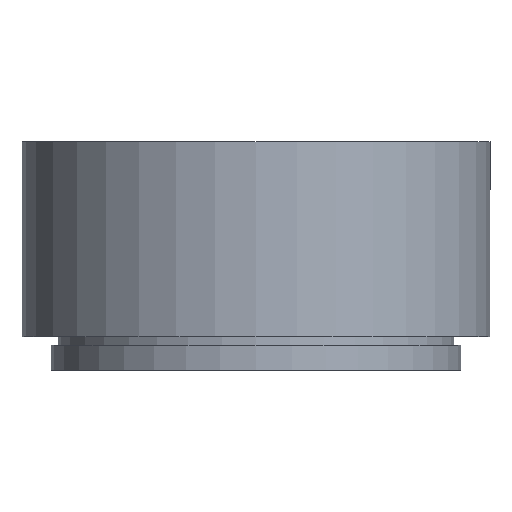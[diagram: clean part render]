
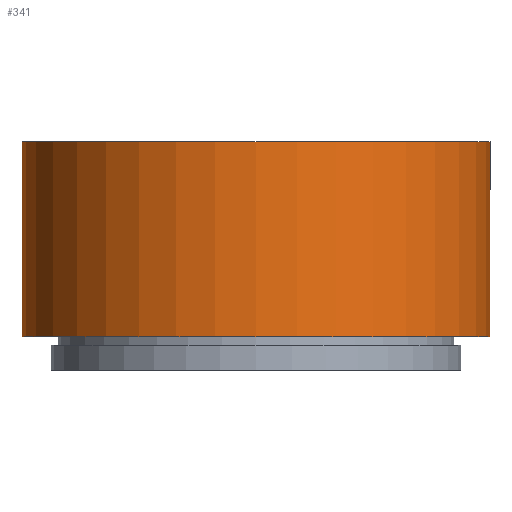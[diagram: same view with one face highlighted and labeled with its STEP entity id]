
A CAD part, left-side view. The second image highlights one B-rep face of the part: STEP entity #341.
In plain terms, the highlighted cylindrical face has radius 24 mm (diameter 48 mm), a partial arc.
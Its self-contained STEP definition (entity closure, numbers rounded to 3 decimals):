
#78 = EDGE_CURVE ( 'NONE', #110, #109, #553, .T. ) ;
#109 = VERTEX_POINT ( 'NONE', #274 ) ;
#110 = VERTEX_POINT ( 'NONE', #280 ) ;
#112 = EDGE_CURVE ( 'NONE', #110, #113, #266, .T. ) ;
#113 = VERTEX_POINT ( 'NONE', #269 ) ;
#114 = VERTEX_POINT ( 'NONE', #268 ) ;
#162 = DIRECTION ( 'NONE',  ( 0., 1., 0. ) ) ;
#163 = DIRECTION ( 'NONE',  ( 0., 0., -1. ) ) ;
#164 = AXIS2_PLACEMENT_3D ( 'NONE', #166, #163, #162 ) ;
#166 = CARTESIAN_POINT ( 'NONE',  ( 0., 0., 0. ) ) ;
#167 = CYLINDRICAL_SURFACE ( 'NONE', #164, 24. ) ;
#168 = FACE_OUTER_BOUND ( 'NONE', #340, .T. ) ;
#180 = DIRECTION ( 'NONE',  ( 0., 1., 0. ) ) ;
#181 = DIRECTION ( 'NONE',  ( 0., 0., -1. ) ) ;
#182 = CARTESIAN_POINT ( 'NONE',  ( 0., 0., -20. ) ) ;
#183 = AXIS2_PLACEMENT_3D ( 'NONE', #182, #181, #180 ) ;
#184 = CIRCLE ( 'NONE', #183, 24. ) ;
#263 = DIRECTION ( 'NONE',  ( 0., 0., -1. ) ) ;
#264 = CARTESIAN_POINT ( 'NONE',  ( 0., -24., 0. ) ) ;
#265 = VECTOR ( 'NONE', #263, 1000. ) ;
#266 = LINE ( 'NONE', #264, #265 ) ;
#268 = CARTESIAN_POINT ( 'NONE',  ( 0., 24., -20. ) ) ;
#269 = CARTESIAN_POINT ( 'NONE',  ( 0., -24., -20. ) ) ;
#274 = CARTESIAN_POINT ( 'NONE',  ( 0., 24., 0. ) ) ;
#280 = CARTESIAN_POINT ( 'NONE',  ( 0., -24., 0. ) ) ;
#286 = LINE ( 'NONE', #296, #295 ) ;
#294 = DIRECTION ( 'NONE',  ( 0., 0., -1. ) ) ;
#295 = VECTOR ( 'NONE', #294, 1000. ) ;
#296 = CARTESIAN_POINT ( 'NONE',  ( 0., 24., 0. ) ) ;
#329 = ORIENTED_EDGE ( 'NONE', *, *, #331, .T. ) ;
#331 = EDGE_CURVE ( 'NONE', #109, #114, #286, .T. ) ;
#336 = ORIENTED_EDGE ( 'NONE', *, *, #78, .T. ) ;
#337 = ORIENTED_EDGE ( 'NONE', *, *, #358, .F. ) ;
#339 = ORIENTED_EDGE ( 'NONE', *, *, #112, .F. ) ;
#340 = EDGE_LOOP ( 'NONE', ( #339, #336, #329, #337 ) ) ;
#341 = ADVANCED_FACE ( 'NONE', ( #168 ), #167, .T. ) ;
#358 = EDGE_CURVE ( 'NONE', #113, #114, #184, .T. ) ;
#534 = DIRECTION ( 'NONE',  ( 0., 1., 0. ) ) ;
#542 = DIRECTION ( 'NONE',  ( 0., 0., -1. ) ) ;
#543 = CARTESIAN_POINT ( 'NONE',  ( 0., 0., 0. ) ) ;
#544 = AXIS2_PLACEMENT_3D ( 'NONE', #543, #542, #534 ) ;
#553 = CIRCLE ( 'NONE', #544, 24. ) ;
